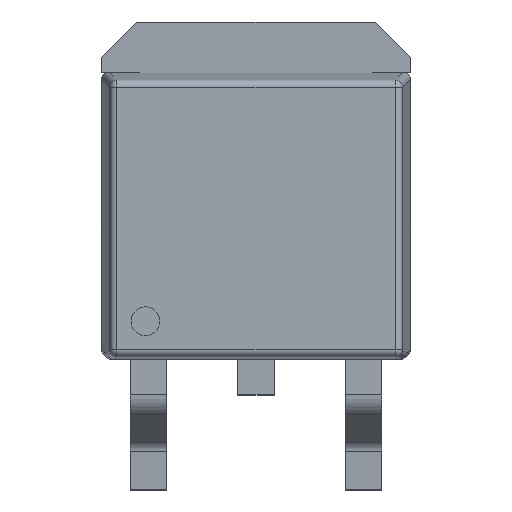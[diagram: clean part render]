
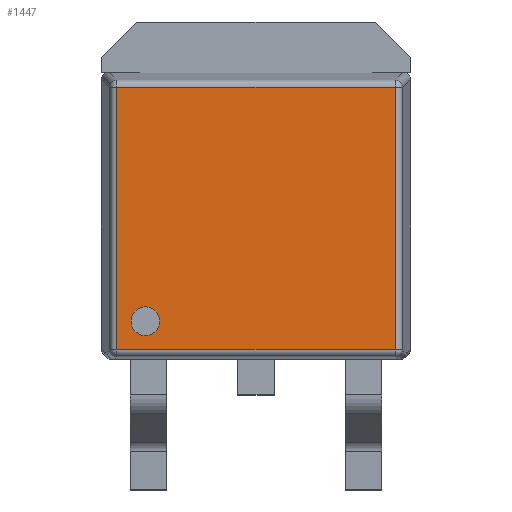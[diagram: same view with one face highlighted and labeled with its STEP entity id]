
A CAD part, top view. The second image highlights one B-rep face of the part: STEP entity #1447.
In plain terms, the highlighted planar face has unit normal (0, 0, 1).
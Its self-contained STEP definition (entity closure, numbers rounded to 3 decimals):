
#214 = ORIENTED_EDGE ( 'NONE', *, *, #1022, .T. ) ;
#349 = EDGE_CURVE ( 'NONE', #1154, #792, #2454, .T. ) ;
#371 = DIRECTION ( 'NONE',  ( 1., 0., 0. ) ) ;
#382 = DIRECTION ( 'NONE',  ( 1., 0., 0. ) ) ;
#431 = FACE_OUTER_BOUND ( 'NONE', #2694, .T. ) ;
#620 = ORIENTED_EDGE ( 'NONE', *, *, #2263, .F. ) ;
#634 = CARTESIAN_POINT ( 'NONE',  ( 2.96, 2.735, 1.205 ) ) ;
#637 = CARTESIAN_POINT ( 'NONE',  ( -2.655, -2.237, 1.205 ) ) ;
#650 = EDGE_CURVE ( 'NONE', #3277, #1982, #2662, .T. ) ;
#690 = DIRECTION ( 'NONE',  ( 0., 0., 1. ) ) ;
#708 = CARTESIAN_POINT ( 'NONE',  ( -2.96, -2.846, 1.205 ) ) ;
#778 = CARTESIAN_POINT ( 'NONE',  ( -3.095, 2.735, 1.205 ) ) ;
#786 = VERTEX_POINT ( 'NONE', #1496 ) ;
#789 = DIRECTION ( 'NONE',  ( 0., 0., 1. ) ) ;
#792 = VERTEX_POINT ( 'NONE', #708 ) ;
#800 = VERTEX_POINT ( 'NONE', #637 ) ;
#855 = DIRECTION ( 'NONE',  ( 0., 1., 0. ) ) ;
#878 = VECTOR ( 'NONE', #1415, 1000. ) ;
#904 = DIRECTION ( 'NONE',  ( 0., -1., 0. ) ) ;
#975 = DIRECTION ( 'NONE',  ( 0., 0., 1. ) ) ;
#990 = CIRCLE ( 'NONE', #2316, 0.305 ) ;
#1022 = EDGE_CURVE ( 'NONE', #792, #3277, #2237, .T. ) ;
#1096 = CARTESIAN_POINT ( 'NONE',  ( 2.96, 2.87, 1.205 ) ) ;
#1107 = ORIENTED_EDGE ( 'NONE', *, *, #650, .T. ) ;
#1154 = VERTEX_POINT ( 'NONE', #2054 ) ;
#1236 = PLANE ( 'NONE',  #3202 ) ;
#1311 = VECTOR ( 'NONE', #855, 1000. ) ;
#1379 = VECTOR ( 'NONE', #3375, 1000. ) ;
#1415 = DIRECTION ( 'NONE',  ( 1., 0., 0. ) ) ;
#1447 = ADVANCED_FACE ( 'NONE', ( #2769, #431 ), #1236, .T. ) ;
#1496 = CARTESIAN_POINT ( 'NONE',  ( -2.046, -2.237, 1.205 ) ) ;
#1500 = CIRCLE ( 'NONE', #3438, 0.305 ) ;
#1691 = EDGE_LOOP ( 'NONE', ( #620, #3208 ) ) ;
#1745 = CARTESIAN_POINT ( 'NONE',  ( -2.35, -2.237, 1.205 ) ) ;
#1806 = EDGE_CURVE ( 'NONE', #1982, #1154, #3425, .T. ) ;
#1924 = VECTOR ( 'NONE', #904, 1000. ) ;
#1949 = CARTESIAN_POINT ( 'NONE',  ( 3.095, -2.846, 1.205 ) ) ;
#1982 = VERTEX_POINT ( 'NONE', #634 ) ;
#1987 = EDGE_CURVE ( 'NONE', #800, #786, #990, .T. ) ;
#2054 = CARTESIAN_POINT ( 'NONE',  ( -2.96, 2.735, 1.205 ) ) ;
#2178 = CARTESIAN_POINT ( 'NONE',  ( -2.96, -2.981, 1.205 ) ) ;
#2237 = LINE ( 'NONE', #1949, #878 ) ;
#2263 = EDGE_CURVE ( 'NONE', #786, #800, #1500, .T. ) ;
#2306 = CARTESIAN_POINT ( 'NONE',  ( 0., 0., 1.205 ) ) ;
#2316 = AXIS2_PLACEMENT_3D ( 'NONE', #1745, #690, #371 ) ;
#2454 = LINE ( 'NONE', #2178, #1924 ) ;
#2501 = CARTESIAN_POINT ( 'NONE',  ( -2.35, -2.237, 1.205 ) ) ;
#2661 = ORIENTED_EDGE ( 'NONE', *, *, #1806, .T. ) ;
#2662 = LINE ( 'NONE', #1096, #1311 ) ;
#2694 = EDGE_LOOP ( 'NONE', ( #3246, #214, #1107, #2661 ) ) ;
#2769 = FACE_BOUND ( 'NONE', #1691, .T. ) ;
#2910 = DIRECTION ( 'NONE',  ( 1., 0., 0. ) ) ;
#3183 = CARTESIAN_POINT ( 'NONE',  ( 2.96, -2.846, 1.205 ) ) ;
#3202 = AXIS2_PLACEMENT_3D ( 'NONE', #2306, #975, #382 ) ;
#3208 = ORIENTED_EDGE ( 'NONE', *, *, #1987, .F. ) ;
#3246 = ORIENTED_EDGE ( 'NONE', *, *, #349, .T. ) ;
#3277 = VERTEX_POINT ( 'NONE', #3183 ) ;
#3375 = DIRECTION ( 'NONE',  ( -1., 0., 0. ) ) ;
#3425 = LINE ( 'NONE', #778, #1379 ) ;
#3438 = AXIS2_PLACEMENT_3D ( 'NONE', #2501, #789, #2910 ) ;
